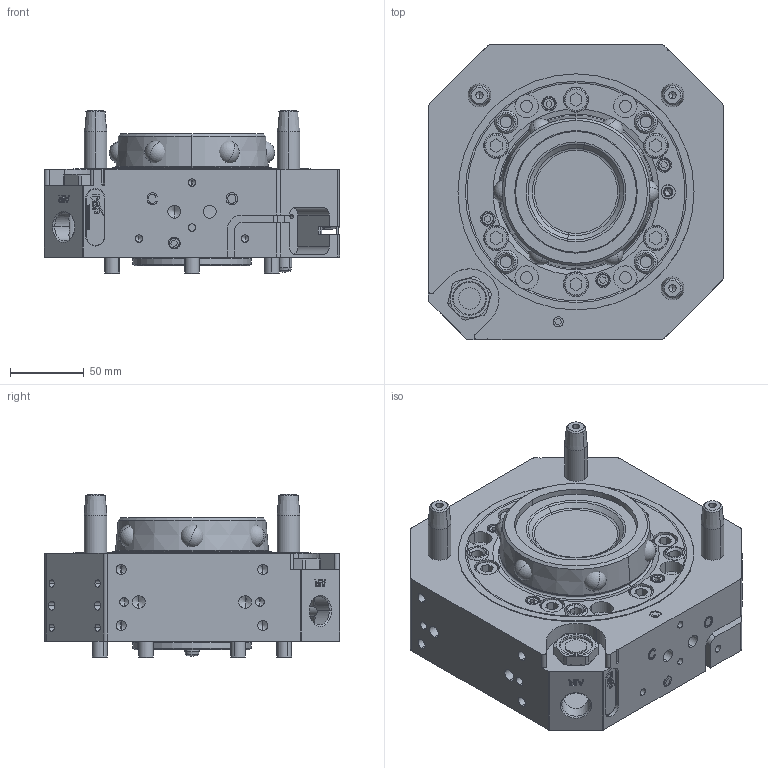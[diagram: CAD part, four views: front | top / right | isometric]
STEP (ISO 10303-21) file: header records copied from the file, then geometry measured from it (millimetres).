
FILE_DESCRIPTION (( 'STEP AP203' ), '1' );
FILE_NAME ('P6701A.STEP', '2018-11-30T12:12:59', ( 'rsp' ), ( 'Hewlett-Packard Company' ), 'SwSTEP 2.0', 'SolidWorks 2017', '' );
FILE_SCHEMA (( 'CONFIG_CONTROL_DESIGN' ));
Length unit declared in the file: millimetre
Products named in the file (1): P6701A
Bounding box: 200 x 200 x 110.8 mm (x, y, z)
Volume: 2405491.7 mm3; surface area: 297897.6 mm2
Topology: 38 solids, 38 shells, 1348 faces, 3337 edges, 2080 vertices
Faces by surface type: plane 491, cylinder 400, cone 265, bspline 128, torus 50, sphere 14
Entity records: 46407 total; most frequent: CARTESIAN_POINT 15214, ORIENTED_EDGE 6410, DIRECTION 6342, EDGE_CURVE 3205, AXIS2_PLACEMENT_3D 2298, VERTEX_POINT 2062, LINE 1746, VECTOR 1746
